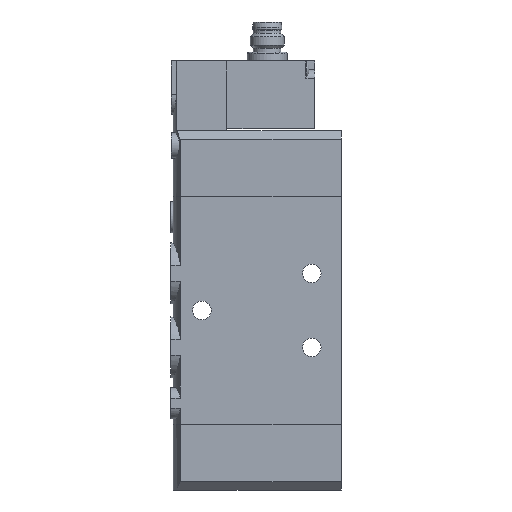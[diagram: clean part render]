
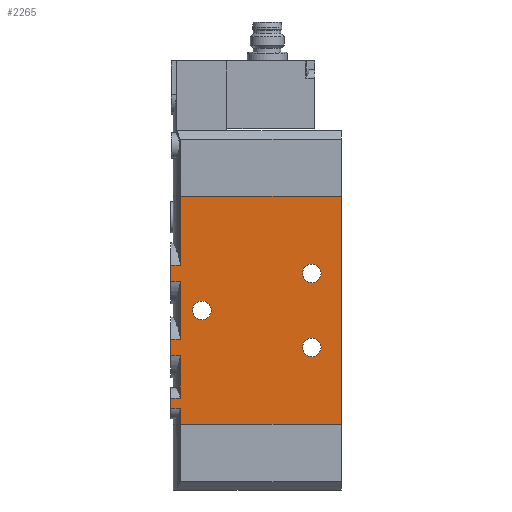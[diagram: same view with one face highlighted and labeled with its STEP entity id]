
A CAD part, left-side view. The second image highlights one B-rep face of the part: STEP entity #2265.
In plain terms, the highlighted face is planar.
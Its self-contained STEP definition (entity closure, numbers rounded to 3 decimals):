
#79=PLANE('',#2480);
#189=CIRCLE('',#2468,2.2);
#191=CIRCLE('',#2471,2.2);
#196=CIRCLE('',#2481,2.2);
#383=ORIENTED_EDGE('',*,*,#938,.T.);
#384=ORIENTED_EDGE('',*,*,#975,.T.);
#385=ORIENTED_EDGE('',*,*,#968,.F.);
#386=ORIENTED_EDGE('',*,*,#927,.T.);
#387=ORIENTED_EDGE('',*,*,#940,.T.);
#388=ORIENTED_EDGE('',*,*,#929,.T.);
#389=ORIENTED_EDGE('',*,*,#970,.F.);
#390=ORIENTED_EDGE('',*,*,#919,.T.);
#391=ORIENTED_EDGE('',*,*,#943,.T.);
#392=ORIENTED_EDGE('',*,*,#921,.T.);
#393=ORIENTED_EDGE('',*,*,#962,.F.);
#394=ORIENTED_EDGE('',*,*,#952,.T.);
#395=ORIENTED_EDGE('',*,*,#956,.T.);
#396=ORIENTED_EDGE('',*,*,#954,.T.);
#397=ORIENTED_EDGE('',*,*,#965,.F.);
#398=ORIENTED_EDGE('',*,*,#976,.F.);
#399=ORIENTED_EDGE('',*,*,#960,.F.);
#400=ORIENTED_EDGE('',*,*,#958,.F.);
#401=ORIENTED_EDGE('',*,*,#977,.F.);
#919=EDGE_CURVE('',#1230,#1229,#1450,.F.);
#921=EDGE_CURVE('',#1231,#1232,#1451,.T.);
#927=EDGE_CURVE('',#1238,#1237,#1454,.F.);
#929=EDGE_CURVE('',#1239,#1240,#1455,.T.);
#938=EDGE_CURVE('',#1249,#1248,#1459,.T.);
#940=EDGE_CURVE('',#1237,#1239,#1461,.T.);
#943=EDGE_CURVE('',#1229,#1231,#1463,.T.);
#952=EDGE_CURVE('',#1257,#1258,#1468,.F.);
#954=EDGE_CURVE('',#1260,#1259,#1469,.T.);
#956=EDGE_CURVE('',#1258,#1260,#1470,.T.);
#958=EDGE_CURVE('',#1262,#1262,#189,.F.);
#960=EDGE_CURVE('',#1264,#1264,#191,.F.);
#962=EDGE_CURVE('',#1257,#1232,#1471,.T.);
#965=EDGE_CURVE('',#1267,#1259,#1473,.T.);
#968=EDGE_CURVE('',#1238,#1269,#1476,.T.);
#970=EDGE_CURVE('',#1230,#1240,#1477,.T.);
#975=EDGE_CURVE('',#1248,#1269,#1481,.T.);
#976=EDGE_CURVE('',#1249,#1267,#1482,.T.);
#977=EDGE_CURVE('',#1271,#1271,#196,.F.);
#1229=VERTEX_POINT('',#3447);
#1230=VERTEX_POINT('',#3449);
#1231=VERTEX_POINT('',#3461);
#1232=VERTEX_POINT('',#3462);
#1237=VERTEX_POINT('',#3481);
#1238=VERTEX_POINT('',#3483);
#1239=VERTEX_POINT('',#3495);
#1240=VERTEX_POINT('',#3496);
#1248=VERTEX_POINT('',#3521);
#1249=VERTEX_POINT('',#3523);
#1257=VERTEX_POINT('',#3560);
#1258=VERTEX_POINT('',#3561);
#1259=VERTEX_POINT('',#3573);
#1260=VERTEX_POINT('',#3575);
#1262=VERTEX_POINT('',#3583);
#1264=VERTEX_POINT('',#3588);
#1267=VERTEX_POINT('',#3596);
#1269=VERTEX_POINT('',#3603);
#1271=VERTEX_POINT('',#3617);
#1450=LINE('',#3448,#1591);
#1451=LINE('',#3460,#1592);
#1454=LINE('',#3482,#1595);
#1455=LINE('',#3494,#1596);
#1459=LINE('',#3522,#1600);
#1461=LINE('',#3526,#1602);
#1463=LINE('',#3531,#1604);
#1468=LINE('',#3559,#1609);
#1469=LINE('',#3574,#1610);
#1470=LINE('',#3578,#1611);
#1471=LINE('',#3592,#1612);
#1473=LINE('',#3597,#1614);
#1476=LINE('',#3602,#1617);
#1477=LINE('',#3606,#1618);
#1481=LINE('',#3614,#1622);
#1482=LINE('',#3615,#1623);
#1591=VECTOR('',#2735,1000.);
#1592=VECTOR('',#2738,1000.);
#1595=VECTOR('',#2747,1000.);
#1596=VECTOR('',#2750,1000.);
#1600=VECTOR('',#2764,1000.);
#1602=VECTOR('',#2768,1000.);
#1604=VECTOR('',#2774,1000.);
#1609=VECTOR('',#2791,1000.);
#1610=VECTOR('',#2792,1000.);
#1611=VECTOR('',#2797,1000.);
#1612=VECTOR('',#2814,1000.);
#1614=VECTOR('',#2818,1000.);
#1617=VECTOR('',#2823,1000.);
#1618=VECTOR('',#2828,1000.);
#1622=VECTOR('',#2838,1000.);
#1623=VECTOR('',#2839,1000.);
#1760=EDGE_LOOP('',(#383,#384,#385,#386,#387,#388,#389,#390,#391,#392,#393,
#394,#395,#396,#397,#398));
#1761=EDGE_LOOP('',(#399));
#1762=EDGE_LOOP('',(#400));
#1763=EDGE_LOOP('',(#401));
#1986=FACE_BOUND('',#1760,.T.);
#1987=FACE_BOUND('',#1761,.T.);
#1988=FACE_BOUND('',#1762,.T.);
#1989=FACE_BOUND('',#1763,.T.);
#2265=ADVANCED_FACE('',(#1986,#1987,#1988,#1989),#79,.F.);
#2468=AXIS2_PLACEMENT_3D('',#3582,#2802,#2803);
#2471=AXIS2_PLACEMENT_3D('',#3587,#2808,#2809);
#2480=AXIS2_PLACEMENT_3D('',#3613,#2836,#2837);
#2481=AXIS2_PLACEMENT_3D('',#3616,#2840,#2841);
#2735=DIRECTION('',(0.,-1.,0.));
#2738=DIRECTION('',(0.,-1.,0.));
#2747=DIRECTION('',(0.,-1.,0.));
#2750=DIRECTION('',(0.,-1.,0.));
#2764=DIRECTION('',(-1.,0.,0.));
#2768=DIRECTION('',(1.,0.,0.));
#2774=DIRECTION('',(1.,0.,0.));
#2791=DIRECTION('',(0.,-1.,0.));
#2792=DIRECTION('',(0.,-1.,0.));
#2797=DIRECTION('',(1.,0.,0.));
#2802=DIRECTION('',(0.,0.,1.));
#2803=DIRECTION('',(1.,0.,0.));
#2808=DIRECTION('',(0.,0.,1.));
#2809=DIRECTION('',(1.,0.,0.));
#2814=DIRECTION('',(-1.,0.,0.));
#2818=DIRECTION('',(-1.,0.,0.));
#2823=DIRECTION('',(-1.,0.,0.));
#2828=DIRECTION('',(-1.,0.,0.));
#2836=DIRECTION('',(0.,0.,1.));
#2837=DIRECTION('',(1.,0.,0.));
#2838=DIRECTION('',(0.,1.,0.));
#2839=DIRECTION('',(0.,1.,0.));
#2840=DIRECTION('',(0.,0.,1.));
#2841=DIRECTION('',(1.,0.,0.));
#3447=CARTESIAN_POINT('',(33.863,40.4,-7.));
#3448=CARTESIAN_POINT('',(33.863,0.,-7.));
#3449=CARTESIAN_POINT('',(33.863,38.066,-7.));
#3460=CARTESIAN_POINT('',(37.637,0.,-7.));
#3461=CARTESIAN_POINT('',(37.637,40.4,-7.));
#3462=CARTESIAN_POINT('',(37.637,38.066,-7.));
#3481=CARTESIAN_POINT('',(16.363,40.4,-7.));
#3482=CARTESIAN_POINT('',(16.363,0.,-7.));
#3483=CARTESIAN_POINT('',(16.363,38.066,-7.));
#3494=CARTESIAN_POINT('',(20.137,0.,-7.));
#3495=CARTESIAN_POINT('',(20.137,40.4,-7.));
#3496=CARTESIAN_POINT('',(20.137,38.066,-7.));
#3521=CARTESIAN_POINT('',(0.,0.,-7.));
#3522=CARTESIAN_POINT('',(54.,0.,-7.));
#3523=CARTESIAN_POINT('',(54.,0.,-7.));
#3526=CARTESIAN_POINT('',(18.25,40.4,-7.));
#3531=CARTESIAN_POINT('',(35.75,40.4,-7.));
#3559=CARTESIAN_POINT('',(47.8,0.,-7.));
#3560=CARTESIAN_POINT('',(47.8,38.066,-7.));
#3561=CARTESIAN_POINT('',(47.8,40.4,-7.));
#3573=CARTESIAN_POINT('',(50.2,38.066,-7.));
#3574=CARTESIAN_POINT('',(50.2,0.,-7.));
#3575=CARTESIAN_POINT('',(50.2,40.4,-7.));
#3578=CARTESIAN_POINT('',(49.,40.4,-7.));
#3582=CARTESIAN_POINT('',(18.25,7.,-7.));
#3583=CARTESIAN_POINT('',(20.45,7.,-7.));
#3587=CARTESIAN_POINT('',(35.75,7.,-7.));
#3588=CARTESIAN_POINT('',(37.95,7.,-7.));
#3592=CARTESIAN_POINT('',(54.,38.066,-7.));
#3596=CARTESIAN_POINT('',(54.,38.066,-7.));
#3597=CARTESIAN_POINT('',(54.,38.066,-7.));
#3602=CARTESIAN_POINT('',(54.,38.066,-7.));
#3603=CARTESIAN_POINT('',(0.,38.066,-7.));
#3606=CARTESIAN_POINT('',(54.,38.066,-7.));
#3613=CARTESIAN_POINT('',(54.,0.,-7.));
#3614=CARTESIAN_POINT('',(0.,0.,-7.));
#3615=CARTESIAN_POINT('',(54.,0.,-7.));
#3616=CARTESIAN_POINT('',(27.,33.,-7.));
#3617=CARTESIAN_POINT('',(29.2,33.,-7.));
